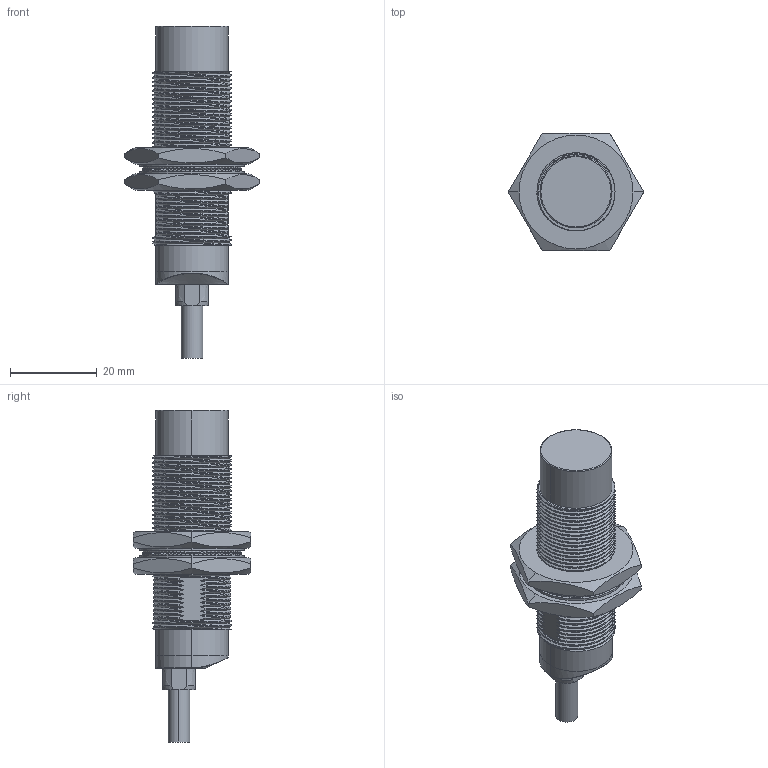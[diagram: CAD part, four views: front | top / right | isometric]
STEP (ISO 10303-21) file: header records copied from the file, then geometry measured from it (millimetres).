
FILE_DESCRIPTION((''),'2;1');
FILE_NAME('TLN18-16','2022-03-25T',('EDY'),(''),'CREO PARAMETRIC BY PTC INC, 2018070','CREO PARAMETRIC BY PTC INC, 2018070','');
FILE_SCHEMA(('CONFIG_CONTROL_DESIGN'));
Products named in the file (1): TLN18-16
Bounding box: 31.18 x 27 x 76.5 mm (x, y, z)
Volume: 17419.4 mm3; surface area: 7135.4 mm2
Topology: 1 solids, 1 shells, 1069 faces, 2717 edges, 1808 vertices
Faces by surface type: plane 914, cylinder 78, bspline 48, cone 26, torus 3
Entity records: 55637 total; most frequent: CARTESIAN_POINT 30298, ORIENTED_EDGE 5434, DIRECTION 4536, EDGE_CURVE 2717, VECTOR 2326, LINE 2326, VERTEX_POINT 1808, EDGE_LOOP 1227
